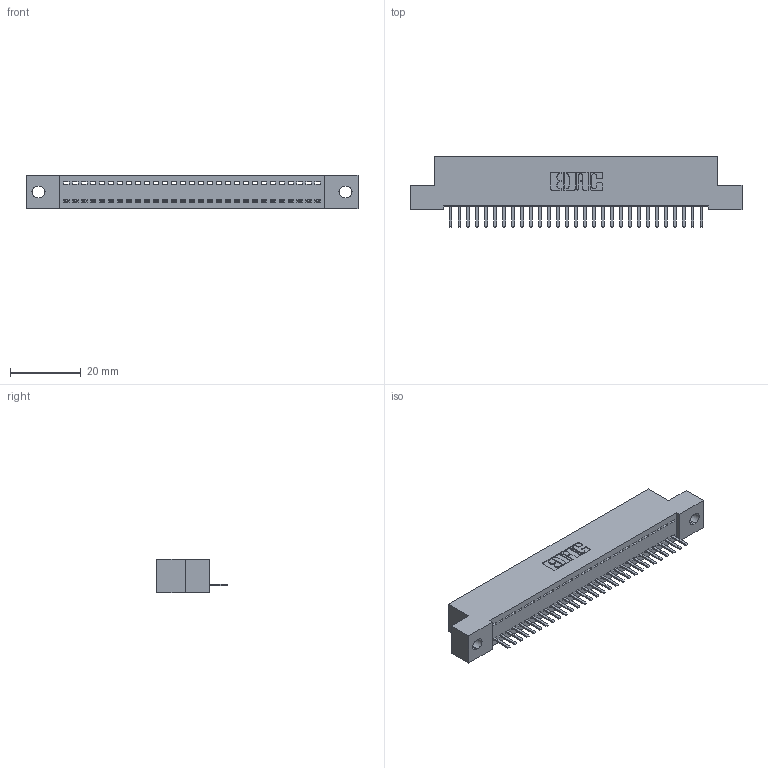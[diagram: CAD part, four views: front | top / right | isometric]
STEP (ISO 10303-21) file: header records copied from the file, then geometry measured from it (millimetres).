
FILE_DESCRIPTION (( 'STEP AP203' ), '1' );
FILE_NAME ('392-029-520-102.STEP', '2019-10-07T12:47:44', ( '' ), ( '' ), 'SwSTEP 2.0', 'SolidWorks 2016', '' );
FILE_SCHEMA (( 'CONFIG_CONTROL_DESIGN' ));
Length unit declared in the file: inch
Products named in the file (3): 345-292-001_345-293-120; 392-029-520-102; 342 Part_.128 Slot
Assembly tree (30 placements, depth 2):
  392-029-520-102
    342 Part_.128 Slot
    345-292-001_345-293-120  x29
Bounding box: 93.98 x 20.02 x 9.4 mm (x, y, z)
Volume: 8056.7 mm3; surface area: 11081 mm2
Topology: 30 solids, 30 shells, 1912 faces, 5647 edges, 3686 vertices
Faces by surface type: plane 1346, cylinder 566
Entity records: 19527 total; most frequent: CARTESIAN_POINT 3389, ORIENTED_EDGE 3342, DIRECTION 2873, EDGE_CURVE 1671, VECTOR 1539, LINE 1539, VERTEX_POINT 1110, AXIS2_PLACEMENT_3D 667
